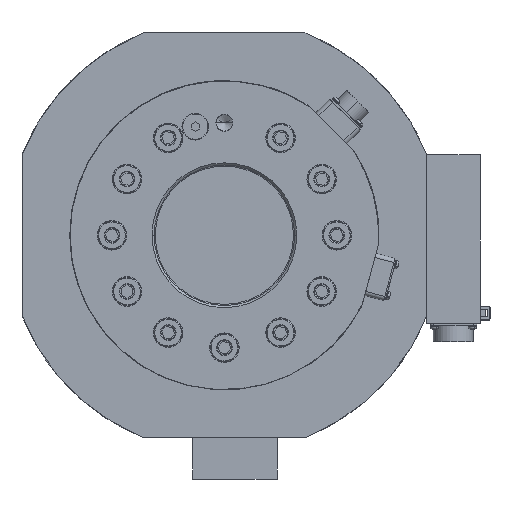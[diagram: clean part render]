
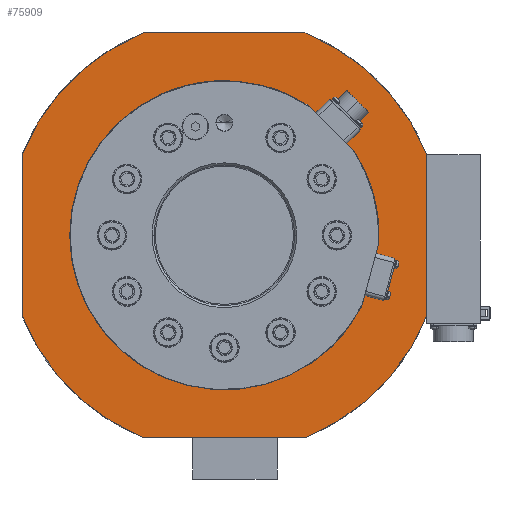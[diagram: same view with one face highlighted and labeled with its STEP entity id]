
A CAD part, front view. The second image highlights one B-rep face of the part: STEP entity #75909.
In plain terms, the highlighted planar face has unit normal (0, -1, 0).
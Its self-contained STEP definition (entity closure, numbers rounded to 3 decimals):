
#103 = EDGE_CURVE ( 'NONE', #84312, #20875, #53187, .T. ) ;
#2791 = VECTOR ( 'NONE', #75875, 1000. ) ;
#3299 = CARTESIAN_POINT ( 'NONE',  ( 0., -65.3, 0. ) ) ;
#3840 = CARTESIAN_POINT ( 'NONE',  ( 0., -65.3, 95.05 ) ) ;
#3891 = ORIENTED_EDGE ( 'NONE', *, *, #63185, .F. ) ;
#6449 = VECTOR ( 'NONE', #47808, 1000. ) ;
#7147 = EDGE_CURVE ( 'NONE', #64301, #77458, #52202, .T. ) ;
#8217 = EDGE_CURVE ( 'NONE', #20875, #96182, #28213, .T. ) ;
#10536 = ORIENTED_EDGE ( 'NONE', *, *, #10891, .F. ) ;
#10611 = EDGE_CURVE ( 'NONE', #97270, #38894, #30415, .T. ) ;
#10891 = EDGE_CURVE ( 'NONE', #24992, #77045, #14993, .T. ) ;
#11163 = AXIS2_PLACEMENT_3D ( 'NONE', #87561, #38326, #95818 ) ;
#11556 = DIRECTION ( 'NONE',  ( 0., 0., 1. ) ) ;
#12236 = AXIS2_PLACEMENT_3D ( 'NONE', #90785, #41554, #99029 ) ;
#13886 = CARTESIAN_POINT ( 'NONE',  ( 100., -65.3, 0. ) ) ;
#14533 = VECTOR ( 'NONE', #98603, 1000. ) ;
#14993 = CIRCLE ( 'NONE', #81622, 155. ) ;
#15901 = CIRCLE ( 'NONE', #45424, 155. ) ;
#19623 = ORIENTED_EDGE ( 'NONE', *, *, #7147, .F. ) ;
#20875 = VERTEX_POINT ( 'NONE', #75843 ) ;
#21019 = DIRECTION ( 'NONE',  ( 0., 1., 0. ) ) ;
#21086 = CARTESIAN_POINT ( 'NONE',  ( 144., -65.3, 57.35 ) ) ;
#22142 = PLANE ( 'NONE',  #44591 ) ;
#23119 = CARTESIAN_POINT ( 'NONE',  ( 0., -65.3, 0. ) ) ;
#23254 = DIRECTION ( 'NONE',  ( 0., 0., 1. ) ) ;
#23478 = EDGE_CURVE ( 'NONE', #96182, #75870, #15901, .T. ) ;
#23783 = CARTESIAN_POINT ( 'NONE',  ( 144., -65.3, 0. ) ) ;
#24992 = VERTEX_POINT ( 'NONE', #68195 ) ;
#28213 = LINE ( 'NONE', #55673, #6449 ) ;
#29898 = CARTESIAN_POINT ( 'NONE',  ( -57.35, -65.3, -144. ) ) ;
#30415 = CIRCLE ( 'NONE', #67107, 155. ) ;
#34339 = CARTESIAN_POINT ( 'NONE',  ( 0., -65.3, -95.05 ) ) ;
#34564 = CARTESIAN_POINT ( 'NONE',  ( 100., -65.3, -144. ) ) ;
#34714 = EDGE_CURVE ( 'NONE', #77458, #64301, #61358, .T. ) ;
#38326 = DIRECTION ( 'NONE',  ( 0., -1., 0. ) ) ;
#38894 = VERTEX_POINT ( 'NONE', #55157 ) ;
#41292 = DIRECTION ( 'NONE',  ( 0., 1., 0. ) ) ;
#41554 = DIRECTION ( 'NONE',  ( 0., -1., 0. ) ) ;
#44591 = AXIS2_PLACEMENT_3D ( 'NONE', #13886, #46907, #104343 ) ;
#45424 = AXIS2_PLACEMENT_3D ( 'NONE', #90506, #41292, #98776 ) ;
#46907 = DIRECTION ( 'NONE',  ( 0., 1., 0. ) ) ;
#47808 = DIRECTION ( 'NONE',  ( 1., 0., 0. ) ) ;
#48461 = CARTESIAN_POINT ( 'NONE',  ( 0., -65.3, 0. ) ) ;
#52202 = CIRCLE ( 'NONE', #11163, 95.05 ) ;
#53187 = CIRCLE ( 'NONE', #69125, 155. ) ;
#54778 = FACE_OUTER_BOUND ( 'NONE', #72694, .T. ) ;
#55157 = CARTESIAN_POINT ( 'NONE',  ( -144., -65.3, -57.35 ) ) ;
#55673 = CARTESIAN_POINT ( 'NONE',  ( 100., -65.3, 144. ) ) ;
#56665 = DIRECTION ( 'NONE',  ( 0., 0., 1. ) ) ;
#60655 = DIRECTION ( 'NONE',  ( 0., 1., 0. ) ) ;
#61358 = CIRCLE ( 'NONE', #12236, 95.05 ) ;
#62010 = CARTESIAN_POINT ( 'NONE',  ( 57.35, -65.3, -144. ) ) ;
#63185 = EDGE_CURVE ( 'NONE', #38894, #84312, #80045, .T. ) ;
#64301 = VERTEX_POINT ( 'NONE', #34339 ) ;
#66510 = EDGE_LOOP ( 'NONE', ( #95855, #19623 ) ) ;
#67107 = AXIS2_PLACEMENT_3D ( 'NONE', #3299, #60655, #11556 ) ;
#68195 = CARTESIAN_POINT ( 'NONE',  ( 144., -65.3, -57.35 ) ) ;
#68254 = LINE ( 'NONE', #34564, #2791 ) ;
#69125 = AXIS2_PLACEMENT_3D ( 'NONE', #23119, #21019, #23254 ) ;
#72694 = EDGE_LOOP ( 'NONE', ( #102436, #74916, #97530, #94221, #3891, #90311, #89309, #10536 ) ) ;
#74916 = ORIENTED_EDGE ( 'NONE', *, *, #23478, .F. ) ;
#75843 = CARTESIAN_POINT ( 'NONE',  ( -57.35, -65.3, 144. ) ) ;
#75870 = VERTEX_POINT ( 'NONE', #21086 ) ;
#75875 = DIRECTION ( 'NONE',  ( -1., 0., 0. ) ) ;
#75909 = ADVANCED_FACE ( 'NONE', ( #54778, #101044 ), #22142, .F. ) ;
#77045 = VERTEX_POINT ( 'NONE', #62010 ) ;
#77458 = VERTEX_POINT ( 'NONE', #3840 ) ;
#79113 = LINE ( 'NONE', #23783, #98379 ) ;
#80045 = LINE ( 'NONE', #90316, #14533 ) ;
#81227 = DIRECTION ( 'NONE',  ( 0., 0., -1. ) ) ;
#81622 = AXIS2_PLACEMENT_3D ( 'NONE', #48461, #105878, #56665 ) ;
#84312 = VERTEX_POINT ( 'NONE', #100068 ) ;
#87561 = CARTESIAN_POINT ( 'NONE',  ( 0., -65.3, 0. ) ) ;
#89309 = ORIENTED_EDGE ( 'NONE', *, *, #89554, .F. ) ;
#89554 = EDGE_CURVE ( 'NONE', #77045, #97270, #68254, .T. ) ;
#90311 = ORIENTED_EDGE ( 'NONE', *, *, #10611, .F. ) ;
#90316 = CARTESIAN_POINT ( 'NONE',  ( -144., -65.3, 0. ) ) ;
#90506 = CARTESIAN_POINT ( 'NONE',  ( 0., -65.3, 0. ) ) ;
#90785 = CARTESIAN_POINT ( 'NONE',  ( 0., -65.3, 0. ) ) ;
#94221 = ORIENTED_EDGE ( 'NONE', *, *, #103, .F. ) ;
#95818 = DIRECTION ( 'NONE',  ( 0., 0., 1. ) ) ;
#95821 = CARTESIAN_POINT ( 'NONE',  ( 57.35, -65.3, 144. ) ) ;
#95855 = ORIENTED_EDGE ( 'NONE', *, *, #34714, .F. ) ;
#96182 = VERTEX_POINT ( 'NONE', #95821 ) ;
#97270 = VERTEX_POINT ( 'NONE', #29898 ) ;
#97530 = ORIENTED_EDGE ( 'NONE', *, *, #8217, .F. ) ;
#98379 = VECTOR ( 'NONE', #81227, 1000. ) ;
#98603 = DIRECTION ( 'NONE',  ( 0., 0., 1. ) ) ;
#98691 = EDGE_CURVE ( 'NONE', #75870, #24992, #79113, .T. ) ;
#98776 = DIRECTION ( 'NONE',  ( 0., 0., 1. ) ) ;
#99029 = DIRECTION ( 'NONE',  ( 0., 0., 1. ) ) ;
#100068 = CARTESIAN_POINT ( 'NONE',  ( -144., -65.3, 57.35 ) ) ;
#101044 = FACE_BOUND ( 'NONE', #66510, .T. ) ;
#102436 = ORIENTED_EDGE ( 'NONE', *, *, #98691, .F. ) ;
#104343 = DIRECTION ( 'NONE',  ( 0., 0., 1. ) ) ;
#105878 = DIRECTION ( 'NONE',  ( 0., 1., 0. ) ) ;
